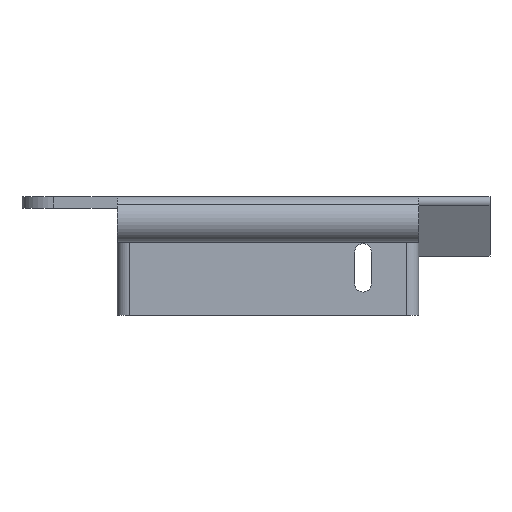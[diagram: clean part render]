
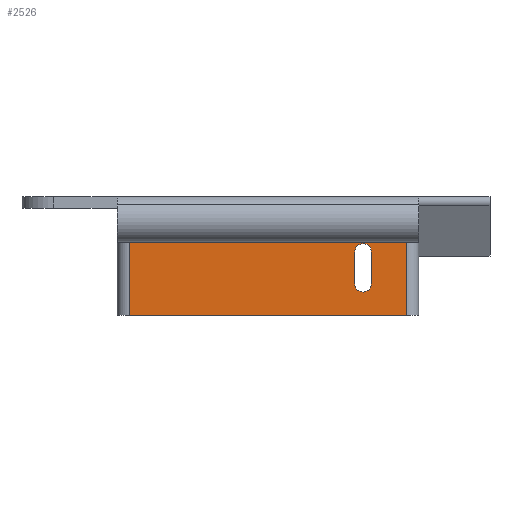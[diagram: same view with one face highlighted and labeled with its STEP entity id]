
A CAD part, front view. The second image highlights one B-rep face of the part: STEP entity #2526.
In plain terms, the highlighted planar face has unit normal (0, -1, 0).
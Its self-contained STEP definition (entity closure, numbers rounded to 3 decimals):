
#44 = PLANE('',#45);
#45 = AXIS2_PLACEMENT_3D('',#46,#47,#48);
#46 = CARTESIAN_POINT('',(-38.,28.,0.));
#47 = DIRECTION('',(0.,0.,1.));
#48 = DIRECTION('',(1.,0.,0.));
#72 = CYLINDRICAL_SURFACE('',#73,3.);
#73 = AXIS2_PLACEMENT_3D('',#74,#75,#76);
#74 = CARTESIAN_POINT('',(-35.,-25.,0.));
#75 = DIRECTION('',(0.,0.,1.));
#76 = DIRECTION('',(-1.,0.,0.));
#100 = PLANE('',#101);
#101 = AXIS2_PLACEMENT_3D('',#102,#103,#104);
#102 = CARTESIAN_POINT('',(-38.,-33.,18.5));
#103 = DIRECTION('',(0.,0.,1.));
#104 = DIRECTION('',(0.,1.,0.));
#534 = VERTEX_POINT('',#535);
#535 = CARTESIAN_POINT('',(-35.,-28.,0.));
#557 = EDGE_CURVE('',#558,#534,#560,.T.);
#558 = VERTEX_POINT('',#559);
#559 = CARTESIAN_POINT('',(35.,-28.,0.));
#560 = SURFACE_CURVE('',#561,(#565,#572),.PCURVE_S1.);
#561 = LINE('',#562,#563);
#562 = CARTESIAN_POINT('',(38.,-28.,0.));
#563 = VECTOR('',#564,1.);
#564 = DIRECTION('',(-1.,0.,0.));
#565 = PCURVE('',#44,#566);
#566 = DEFINITIONAL_REPRESENTATION('',(#567),#571);
#567 = LINE('',#568,#569);
#568 = CARTESIAN_POINT('',(76.,-56.));
#569 = VECTOR('',#570,1.);
#570 = DIRECTION('',(-1.,0.));
#571 = ( GEOMETRIC_REPRESENTATION_CONTEXT(2) 
PARAMETRIC_REPRESENTATION_CONTEXT() REPRESENTATION_CONTEXT('2D SPACE',''
  ) );
#572 = PCURVE('',#573,#578);
#573 = PLANE('',#574);
#574 = AXIS2_PLACEMENT_3D('',#575,#576,#577);
#575 = CARTESIAN_POINT('',(38.,-28.,0.));
#576 = DIRECTION('',(0.,-1.,0.));
#577 = DIRECTION('',(-1.,0.,0.));
#578 = DEFINITIONAL_REPRESENTATION('',(#579),#583);
#579 = LINE('',#580,#581);
#580 = CARTESIAN_POINT('',(0.,0.));
#581 = VECTOR('',#582,1.);
#582 = DIRECTION('',(1.,0.));
#583 = ( GEOMETRIC_REPRESENTATION_CONTEXT(2) 
PARAMETRIC_REPRESENTATION_CONTEXT() REPRESENTATION_CONTEXT('2D SPACE',''
  ) );
#602 = CYLINDRICAL_SURFACE('',#603,3.);
#603 = AXIS2_PLACEMENT_3D('',#604,#605,#606);
#604 = CARTESIAN_POINT('',(35.,-25.,0.));
#605 = DIRECTION('',(0.,0.,1.));
#606 = DIRECTION('',(0.,-1.,0.));
#791 = EDGE_CURVE('',#534,#792,#794,.T.);
#792 = VERTEX_POINT('',#793);
#793 = CARTESIAN_POINT('',(-35.,-28.,18.5));
#794 = SURFACE_CURVE('',#795,(#799,#806),.PCURVE_S1.);
#795 = LINE('',#796,#797);
#796 = CARTESIAN_POINT('',(-35.,-28.,0.));
#797 = VECTOR('',#798,1.);
#798 = DIRECTION('',(0.,0.,1.));
#799 = PCURVE('',#72,#800);
#800 = DEFINITIONAL_REPRESENTATION('',(#801),#805);
#801 = LINE('',#802,#803);
#802 = CARTESIAN_POINT('',(1.571,0.));
#803 = VECTOR('',#804,1.);
#804 = DIRECTION('',(0.,1.));
#805 = ( GEOMETRIC_REPRESENTATION_CONTEXT(2) 
PARAMETRIC_REPRESENTATION_CONTEXT() REPRESENTATION_CONTEXT('2D SPACE',''
  ) );
#806 = PCURVE('',#573,#807);
#807 = DEFINITIONAL_REPRESENTATION('',(#808),#812);
#808 = LINE('',#809,#810);
#809 = CARTESIAN_POINT('',(73.,0.));
#810 = VECTOR('',#811,1.);
#811 = DIRECTION('',(0.,-1.));
#812 = ( GEOMETRIC_REPRESENTATION_CONTEXT(2) 
PARAMETRIC_REPRESENTATION_CONTEXT() REPRESENTATION_CONTEXT('2D SPACE',''
  ) );
#894 = EDGE_CURVE('',#792,#895,#897,.T.);
#895 = VERTEX_POINT('',#896);
#896 = CARTESIAN_POINT('',(35.,-28.,18.5));
#897 = SURFACE_CURVE('',#898,(#902,#909),.PCURVE_S1.);
#898 = LINE('',#899,#900);
#899 = CARTESIAN_POINT('',(-38.,-28.,18.5));
#900 = VECTOR('',#901,1.);
#901 = DIRECTION('',(1.,0.,0.));
#902 = PCURVE('',#100,#903);
#903 = DEFINITIONAL_REPRESENTATION('',(#904),#908);
#904 = LINE('',#905,#906);
#905 = CARTESIAN_POINT('',(5.,0.));
#906 = VECTOR('',#907,1.);
#907 = DIRECTION('',(0.,-1.));
#908 = ( GEOMETRIC_REPRESENTATION_CONTEXT(2) 
PARAMETRIC_REPRESENTATION_CONTEXT() REPRESENTATION_CONTEXT('2D SPACE',''
  ) );
#909 = PCURVE('',#573,#910);
#910 = DEFINITIONAL_REPRESENTATION('',(#911),#915);
#911 = LINE('',#912,#913);
#912 = CARTESIAN_POINT('',(76.,-18.5));
#913 = VECTOR('',#914,1.);
#914 = DIRECTION('',(-1.,0.));
#915 = ( GEOMETRIC_REPRESENTATION_CONTEXT(2) 
PARAMETRIC_REPRESENTATION_CONTEXT() REPRESENTATION_CONTEXT('2D SPACE',''
  ) );
#2506 = EDGE_CURVE('',#558,#895,#2507,.T.);
#2507 = SURFACE_CURVE('',#2508,(#2512,#2519),.PCURVE_S1.);
#2508 = LINE('',#2509,#2510);
#2509 = CARTESIAN_POINT('',(35.,-28.,0.));
#2510 = VECTOR('',#2511,1.);
#2511 = DIRECTION('',(0.,0.,1.));
#2512 = PCURVE('',#602,#2513);
#2513 = DEFINITIONAL_REPRESENTATION('',(#2514),#2518);
#2514 = LINE('',#2515,#2516);
#2515 = CARTESIAN_POINT('',(0.,0.));
#2516 = VECTOR('',#2517,1.);
#2517 = DIRECTION('',(0.,1.));
#2518 = ( GEOMETRIC_REPRESENTATION_CONTEXT(2) 
PARAMETRIC_REPRESENTATION_CONTEXT() REPRESENTATION_CONTEXT('2D SPACE',''
  ) );
#2519 = PCURVE('',#573,#2520);
#2520 = DEFINITIONAL_REPRESENTATION('',(#2521),#2525);
#2521 = LINE('',#2522,#2523);
#2522 = CARTESIAN_POINT('',(3.,0.));
#2523 = VECTOR('',#2524,1.);
#2524 = DIRECTION('',(0.,-1.));
#2525 = ( GEOMETRIC_REPRESENTATION_CONTEXT(2) 
PARAMETRIC_REPRESENTATION_CONTEXT() REPRESENTATION_CONTEXT('2D SPACE',''
  ) );
#2526 = ADVANCED_FACE('',(#2527,#2533),#573,.T.);
#2527 = FACE_BOUND('',#2528,.T.);
#2528 = EDGE_LOOP('',(#2529,#2530,#2531,#2532));
#2529 = ORIENTED_EDGE('',*,*,#557,.F.);
#2530 = ORIENTED_EDGE('',*,*,#2506,.T.);
#2531 = ORIENTED_EDGE('',*,*,#894,.F.);
#2532 = ORIENTED_EDGE('',*,*,#791,.F.);
#2533 = FACE_BOUND('',#2534,.T.);
#2534 = EDGE_LOOP('',(#2535,#2566,#2594,#2623));
#2535 = ORIENTED_EDGE('',*,*,#2536,.F.);
#2536 = EDGE_CURVE('',#2537,#2539,#2541,.T.);
#2537 = VERTEX_POINT('',#2538);
#2538 = CARTESIAN_POINT('',(21.9,-28.,
    8.));
#2539 = VERTEX_POINT('',#2540);
#2540 = CARTESIAN_POINT('',(26.1,-28.,
    8.));
#2541 = SURFACE_CURVE('',#2542,(#2547,#2554),.PCURVE_S1.);
#2542 = CIRCLE('',#2543,2.1);
#2543 = AXIS2_PLACEMENT_3D('',#2544,#2545,#2546);
#2544 = CARTESIAN_POINT('',(24.,-28.,8.));
#2545 = DIRECTION('',(0.,-1.,0.));
#2546 = DIRECTION('',(1.,0.,0.));
#2547 = PCURVE('',#573,#2548);
#2548 = DEFINITIONAL_REPRESENTATION('',(#2549),#2553);
#2549 = CIRCLE('',#2550,2.1);
#2550 = AXIS2_PLACEMENT_2D('',#2551,#2552);
#2551 = CARTESIAN_POINT('',(14.,-8.));
#2552 = DIRECTION('',(-1.,0.));
#2553 = ( GEOMETRIC_REPRESENTATION_CONTEXT(2) 
PARAMETRIC_REPRESENTATION_CONTEXT() REPRESENTATION_CONTEXT('2D SPACE',''
  ) );
#2554 = PCURVE('',#2555,#2560);
#2555 = CYLINDRICAL_SURFACE('',#2556,2.1);
#2556 = AXIS2_PLACEMENT_3D('',#2557,#2558,#2559);
#2557 = CARTESIAN_POINT('',(24.,-28.,8.));
#2558 = DIRECTION('',(0.,-1.,0.));
#2559 = DIRECTION('',(1.,0.,0.));
#2560 = DEFINITIONAL_REPRESENTATION('',(#2561),#2565);
#2561 = LINE('',#2562,#2563);
#2562 = CARTESIAN_POINT('',(0.,0.));
#2563 = VECTOR('',#2564,1.);
#2564 = DIRECTION('',(1.,0.));
#2565 = ( GEOMETRIC_REPRESENTATION_CONTEXT(2) 
PARAMETRIC_REPRESENTATION_CONTEXT() REPRESENTATION_CONTEXT('2D SPACE',''
  ) );
#2566 = ORIENTED_EDGE('',*,*,#2567,.F.);
#2567 = EDGE_CURVE('',#2568,#2537,#2570,.T.);
#2568 = VERTEX_POINT('',#2569);
#2569 = CARTESIAN_POINT('',(21.9,-28.,
    16.));
#2570 = SURFACE_CURVE('',#2571,(#2575,#2582),.PCURVE_S1.);
#2571 = LINE('',#2572,#2573);
#2572 = CARTESIAN_POINT('',(21.9,-28.,
    16.));
#2573 = VECTOR('',#2574,1.);
#2574 = DIRECTION('',(0.,0.,-1.));
#2575 = PCURVE('',#573,#2576);
#2576 = DEFINITIONAL_REPRESENTATION('',(#2577),#2581);
#2577 = LINE('',#2578,#2579);
#2578 = CARTESIAN_POINT('',(16.1,-16.));
#2579 = VECTOR('',#2580,1.);
#2580 = DIRECTION('',(0.,1.));
#2581 = ( GEOMETRIC_REPRESENTATION_CONTEXT(2) 
PARAMETRIC_REPRESENTATION_CONTEXT() REPRESENTATION_CONTEXT('2D SPACE',''
  ) );
#2582 = PCURVE('',#2583,#2588);
#2583 = PLANE('',#2584);
#2584 = AXIS2_PLACEMENT_3D('',#2585,#2586,#2587);
#2585 = CARTESIAN_POINT('',(21.9,-28.,
    16.));
#2586 = DIRECTION('',(-1.,0.,0.));
#2587 = DIRECTION('',(0.,0.,-1.));
#2588 = DEFINITIONAL_REPRESENTATION('',(#2589),#2593);
#2589 = LINE('',#2590,#2591);
#2590 = CARTESIAN_POINT('',(0.,0.));
#2591 = VECTOR('',#2592,1.);
#2592 = DIRECTION('',(1.,0.));
#2593 = ( GEOMETRIC_REPRESENTATION_CONTEXT(2) 
PARAMETRIC_REPRESENTATION_CONTEXT() REPRESENTATION_CONTEXT('2D SPACE',''
  ) );
#2594 = ORIENTED_EDGE('',*,*,#2595,.F.);
#2595 = EDGE_CURVE('',#2596,#2568,#2598,.T.);
#2596 = VERTEX_POINT('',#2597);
#2597 = CARTESIAN_POINT('',(26.1,-28.,
    16.));
#2598 = SURFACE_CURVE('',#2599,(#2604,#2611),.PCURVE_S1.);
#2599 = CIRCLE('',#2600,2.1);
#2600 = AXIS2_PLACEMENT_3D('',#2601,#2602,#2603);
#2601 = CARTESIAN_POINT('',(24.,-28.,16.));
#2602 = DIRECTION('',(0.,-1.,0.));
#2603 = DIRECTION('',(1.,0.,0.));
#2604 = PCURVE('',#573,#2605);
#2605 = DEFINITIONAL_REPRESENTATION('',(#2606),#2610);
#2606 = CIRCLE('',#2607,2.1);
#2607 = AXIS2_PLACEMENT_2D('',#2608,#2609);
#2608 = CARTESIAN_POINT('',(14.,-16.));
#2609 = DIRECTION('',(-1.,0.));
#2610 = ( GEOMETRIC_REPRESENTATION_CONTEXT(2) 
PARAMETRIC_REPRESENTATION_CONTEXT() REPRESENTATION_CONTEXT('2D SPACE',''
  ) );
#2611 = PCURVE('',#2612,#2617);
#2612 = CYLINDRICAL_SURFACE('',#2613,2.1);
#2613 = AXIS2_PLACEMENT_3D('',#2614,#2615,#2616);
#2614 = CARTESIAN_POINT('',(24.,-28.,16.));
#2615 = DIRECTION('',(0.,-1.,0.));
#2616 = DIRECTION('',(1.,0.,0.));
#2617 = DEFINITIONAL_REPRESENTATION('',(#2618),#2622);
#2618 = LINE('',#2619,#2620);
#2619 = CARTESIAN_POINT('',(0.,0.));
#2620 = VECTOR('',#2621,1.);
#2621 = DIRECTION('',(1.,0.));
#2622 = ( GEOMETRIC_REPRESENTATION_CONTEXT(2) 
PARAMETRIC_REPRESENTATION_CONTEXT() REPRESENTATION_CONTEXT('2D SPACE',''
  ) );
#2623 = ORIENTED_EDGE('',*,*,#2624,.T.);
#2624 = EDGE_CURVE('',#2596,#2539,#2625,.T.);
#2625 = SURFACE_CURVE('',#2626,(#2630,#2637),.PCURVE_S1.);
#2626 = LINE('',#2627,#2628);
#2627 = CARTESIAN_POINT('',(26.1,-28.,
    16.));
#2628 = VECTOR('',#2629,1.);
#2629 = DIRECTION('',(0.,0.,-1.));
#2630 = PCURVE('',#573,#2631);
#2631 = DEFINITIONAL_REPRESENTATION('',(#2632),#2636);
#2632 = LINE('',#2633,#2634);
#2633 = CARTESIAN_POINT('',(11.9,-16.));
#2634 = VECTOR('',#2635,1.);
#2635 = DIRECTION('',(0.,1.));
#2636 = ( GEOMETRIC_REPRESENTATION_CONTEXT(2) 
PARAMETRIC_REPRESENTATION_CONTEXT() REPRESENTATION_CONTEXT('2D SPACE',''
  ) );
#2637 = PCURVE('',#2638,#2643);
#2638 = PLANE('',#2639);
#2639 = AXIS2_PLACEMENT_3D('',#2640,#2641,#2642);
#2640 = CARTESIAN_POINT('',(26.1,-28.,
    16.));
#2641 = DIRECTION('',(-1.,0.,0.));
#2642 = DIRECTION('',(0.,0.,-1.));
#2643 = DEFINITIONAL_REPRESENTATION('',(#2644),#2648);
#2644 = LINE('',#2645,#2646);
#2645 = CARTESIAN_POINT('',(0.,0.));
#2646 = VECTOR('',#2647,1.);
#2647 = DIRECTION('',(1.,0.));
#2648 = ( GEOMETRIC_REPRESENTATION_CONTEXT(2) 
PARAMETRIC_REPRESENTATION_CONTEXT() REPRESENTATION_CONTEXT('2D SPACE',''
  ) );
